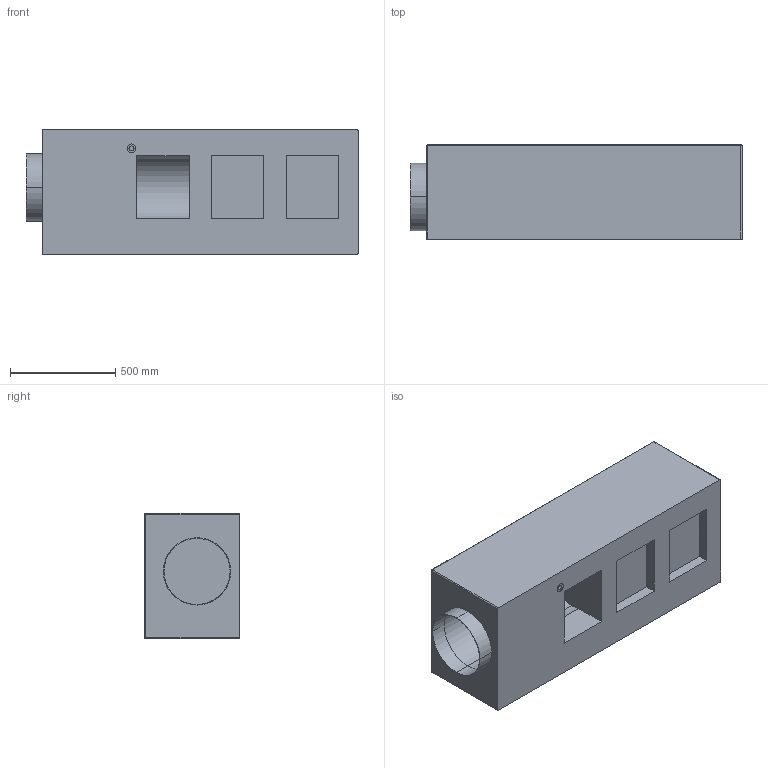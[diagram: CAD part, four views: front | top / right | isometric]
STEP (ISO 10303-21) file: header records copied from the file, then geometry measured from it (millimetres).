
FILE_DESCRIPTION (( 'STEP AP214' ), '1' );
FILE_NAME ('0093.1628_TOPBOX_Standard-R_.STEP', '2022-07-18T13:26:00', ( '' ), ( '' ), 'SwSTEP 2.0', 'SolidWorks 2021', '' );
FILE_SCHEMA (( 'AUTOMOTIVE_DESIGN' ));
Length unit declared in the file: millimetre
Products named in the file (2): 0093.1628_TOPBOX_Standard-R; 0093.1628_TOPBOX_Standard-R_
Assembly tree (1 placements, depth 2):
  0093.1628_TOPBOX_Standard-R_
    0093.1628_TOPBOX_Standard-R
Bounding box: 1578 x 448 x 596.5 mm (x, y, z)
Volume: 331836719.2 mm3; surface area: 4735527.4 mm2
Topology: 1 solids, 1 shells, 933 faces, 2473 edges, 1642 vertices
Faces by surface type: plane 519, cylinder 410, sphere 4
Entity records: 29138 total; most frequent: DIRECTION 5163, CARTESIAN_POINT 5051, ORIENTED_EDGE 4938, EDGE_CURVE 2469, AXIS2_PLACEMENT_3D 1758, LINE 1647, VECTOR 1647, VERTEX_POINT 1642
